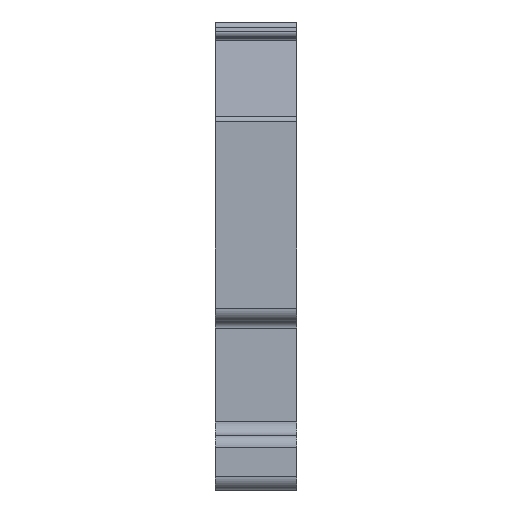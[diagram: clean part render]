
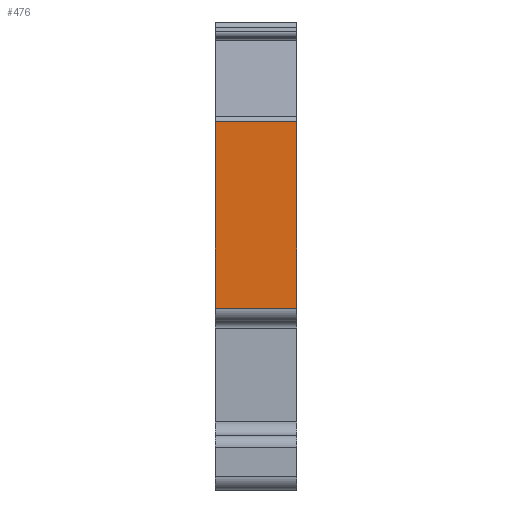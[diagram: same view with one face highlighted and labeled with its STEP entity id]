
A CAD part, front view. The second image highlights one B-rep face of the part: STEP entity #476.
In plain terms, the highlighted planar face has unit normal (0, -1, 0).
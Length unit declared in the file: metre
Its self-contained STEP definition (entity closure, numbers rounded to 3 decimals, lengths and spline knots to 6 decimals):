
#476 = ADVANCED_FACE( 'NONE', ( #993 ), #994, .T. );
#993 = FACE_OUTER_BOUND( '', #1548, .T. );
#994 = PLANE( '', #1549 );
#1548 = EDGE_LOOP( '', ( #2938, #2939, #2940, #2941 ) );
#1549 = AXIS2_PLACEMENT_3D( '', #2942, #2943, #2944 );
#2938 = ORIENTED_EDGE( '', *, *, #4032, .T. );
#2939 = ORIENTED_EDGE( '', *, *, #3573, .T. );
#2940 = ORIENTED_EDGE( '', *, *, #3722, .F. );
#2941 = ORIENTED_EDGE( '', *, *, #3865, .T. );
#2942 = CARTESIAN_POINT( '', ( -0.00635, -0.02805, 0.011671 ) );
#2943 = DIRECTION( '', ( 0., -1., 0. ) );
#2944 = DIRECTION( '', ( 0., 0., -1. ) );
#3573 = EDGE_CURVE( 'NONE', #4367, #4371, #4373, .T. );
#3722 = EDGE_CURVE( 'NONE', #4623, #4371, #4625, .T. );
#3865 = EDGE_CURVE( 'NONE', #4623, #4841, #4844, .T. );
#4032 = EDGE_CURVE( 'NONE', #4841, #4367, #5059, .T. );
#4367 = VERTEX_POINT( 'NONE', #5488 );
#4371 = VERTEX_POINT( 'NONE', #5493 );
#4373 = LINE( '', #5495, #5496 );
#4623 = VERTEX_POINT( 'NONE', #5827 );
#4625 = LINE( '', #5829, #5830 );
#4841 = VERTEX_POINT( 'NONE', #6129 );
#4844 = LINE( '', #6132, #6133 );
#5059 = LINE( '', #6426, #6427 );
#5488 = CARTESIAN_POINT( '', ( -0.00635, -0.02805, -0.00245 ) );
#5493 = CARTESIAN_POINT( '', ( -0.0002, -0.02805, -0.00245 ) );
#5495 = CARTESIAN_POINT( '', ( -0.00635, -0.02805, -0.00245 ) );
#5496 = VECTOR( '', #6721, 1. );
#5827 = CARTESIAN_POINT( '', ( -0.0002, -0.02805, 0.011671 ) );
#5829 = CARTESIAN_POINT( '', ( -0.0002, -0.02805, -0.0162 ) );
#5830 = VECTOR( '', #6911, 1. );
#6129 = CARTESIAN_POINT( '', ( -0.00635, -0.02805, 0.011671 ) );
#6132 = CARTESIAN_POINT( '', ( -0.00635, -0.02805, 0.011671 ) );
#6133 = VECTOR( '', #7106, 1. );
#6426 = CARTESIAN_POINT( '', ( -0.00635, -0.02805, 0.011671 ) );
#6427 = VECTOR( '', #7281, 1. );
#6721 = DIRECTION( '', ( 1., 0., 0. ) );
#6911 = DIRECTION( '', ( 0., 0., -1. ) );
#7106 = DIRECTION( '', ( -1., 0., 0. ) );
#7281 = DIRECTION( '', ( 0., 0., -1. ) );
